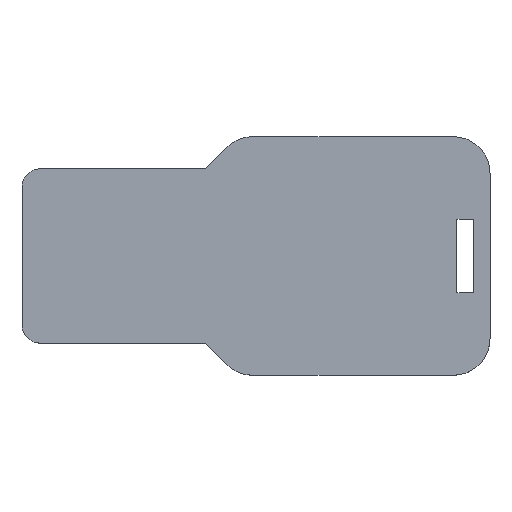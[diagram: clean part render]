
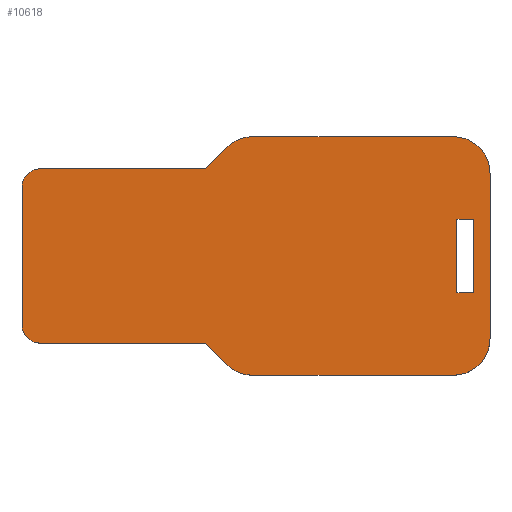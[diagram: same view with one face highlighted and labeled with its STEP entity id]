
A CAD part, top view. The second image highlights one B-rep face of the part: STEP entity #10618.
In plain terms, the highlighted planar face has unit normal (0, 0, 1).
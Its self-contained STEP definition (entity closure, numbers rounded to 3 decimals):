
#97=FACE_BOUND('',#1057,.T.);
#182=CIRCLE('',#11370,2.54);
#184=CIRCLE('',#11374,2.54);
#186=CIRCLE('',#11379,1.27);
#188=CIRCLE('',#11383,1.27);
#190=CIRCLE('',#11388,2.54);
#192=CIRCLE('',#11392,2.54);
#462=FACE_OUTER_BOUND('',#1056,.T.);
#1056=EDGE_LOOP('',(#6850,#6851,#6852,#6853,#6854,#6855,#6856,#6857,#6858,
#6859,#6860,#6861,#6862,#6863));
#1057=EDGE_LOOP('',(#6864,#6865,#6866,#6867));
#1656=LINE('',#15143,#2944);
#1659=LINE('',#15149,#2947);
#1662=LINE('',#15155,#2950);
#1665=LINE('',#15159,#2953);
#1668=LINE('',#15167,#2956);
#1672=LINE('',#15179,#2960);
#1676=LINE('',#15191,#2964);
#1679=LINE('',#15197,#2967);
#1683=LINE('',#15209,#2971);
#1687=LINE('',#15221,#2975);
#1690=LINE('',#15227,#2978);
#1694=LINE('',#15239,#2982);
#2944=VECTOR('',#12323,10.);
#2947=VECTOR('',#12328,10.);
#2950=VECTOR('',#12333,10.);
#2953=VECTOR('',#12338,10.);
#2956=VECTOR('',#12343,10.);
#2960=VECTOR('',#12355,10.);
#2964=VECTOR('',#12367,10.);
#2967=VECTOR('',#12372,10.);
#2971=VECTOR('',#12384,10.);
#2975=VECTOR('',#12396,10.);
#2978=VECTOR('',#12401,10.);
#2982=VECTOR('',#12413,10.);
#4252=VERTEX_POINT('',#15140);
#4253=VERTEX_POINT('',#15142);
#4255=VERTEX_POINT('',#15148);
#4257=VERTEX_POINT('',#15154);
#4260=VERTEX_POINT('',#15164);
#4261=VERTEX_POINT('',#15166);
#4263=VERTEX_POINT('',#15172);
#4265=VERTEX_POINT('',#15178);
#4267=VERTEX_POINT('',#15184);
#4269=VERTEX_POINT('',#15190);
#4271=VERTEX_POINT('',#15196);
#4273=VERTEX_POINT('',#15202);
#4275=VERTEX_POINT('',#15208);
#4277=VERTEX_POINT('',#15214);
#4279=VERTEX_POINT('',#15220);
#4281=VERTEX_POINT('',#15226);
#4283=VERTEX_POINT('',#15232);
#4285=VERTEX_POINT('',#15238);
#5246=EDGE_CURVE('',#4253,#4252,#1656,.T.);
#5249=EDGE_CURVE('',#4255,#4253,#1659,.T.);
#5252=EDGE_CURVE('',#4257,#4255,#1662,.T.);
#5255=EDGE_CURVE('',#4252,#4257,#1665,.T.);
#5258=EDGE_CURVE('',#4261,#4260,#1668,.T.);
#5261=EDGE_CURVE('',#4263,#4261,#182,.T.);
#5264=EDGE_CURVE('',#4265,#4263,#1672,.T.);
#5267=EDGE_CURVE('',#4267,#4265,#184,.T.);
#5270=EDGE_CURVE('',#4269,#4267,#1676,.T.);
#5273=EDGE_CURVE('',#4271,#4269,#1679,.T.);
#5276=EDGE_CURVE('',#4273,#4271,#186,.T.);
#5279=EDGE_CURVE('',#4275,#4273,#1683,.T.);
#5282=EDGE_CURVE('',#4277,#4275,#188,.T.);
#5285=EDGE_CURVE('',#4279,#4277,#1687,.T.);
#5288=EDGE_CURVE('',#4281,#4279,#1690,.T.);
#5291=EDGE_CURVE('',#4283,#4281,#190,.T.);
#5294=EDGE_CURVE('',#4285,#4283,#1694,.T.);
#5297=EDGE_CURVE('',#4260,#4285,#192,.T.);
#6850=ORIENTED_EDGE('',*,*,#5297,.T.);
#6851=ORIENTED_EDGE('',*,*,#5294,.T.);
#6852=ORIENTED_EDGE('',*,*,#5291,.T.);
#6853=ORIENTED_EDGE('',*,*,#5288,.T.);
#6854=ORIENTED_EDGE('',*,*,#5285,.T.);
#6855=ORIENTED_EDGE('',*,*,#5282,.T.);
#6856=ORIENTED_EDGE('',*,*,#5279,.T.);
#6857=ORIENTED_EDGE('',*,*,#5276,.T.);
#6858=ORIENTED_EDGE('',*,*,#5273,.T.);
#6859=ORIENTED_EDGE('',*,*,#5270,.T.);
#6860=ORIENTED_EDGE('',*,*,#5267,.T.);
#6861=ORIENTED_EDGE('',*,*,#5264,.T.);
#6862=ORIENTED_EDGE('',*,*,#5261,.T.);
#6863=ORIENTED_EDGE('',*,*,#5258,.T.);
#6864=ORIENTED_EDGE('',*,*,#5255,.T.);
#6865=ORIENTED_EDGE('',*,*,#5252,.T.);
#6866=ORIENTED_EDGE('',*,*,#5249,.T.);
#6867=ORIENTED_EDGE('',*,*,#5246,.T.);
#9564=PLANE('',#11393);
#10618=ADVANCED_FACE('',(#462,#97),#9564,.T.);
#11370=AXIS2_PLACEMENT_3D('',#15173,#12349,#12350);
#11374=AXIS2_PLACEMENT_3D('',#15185,#12361,#12362);
#11379=AXIS2_PLACEMENT_3D('',#15203,#12378,#12379);
#11383=AXIS2_PLACEMENT_3D('',#15215,#12390,#12391);
#11388=AXIS2_PLACEMENT_3D('',#15233,#12407,#12408);
#11392=AXIS2_PLACEMENT_3D('',#15243,#12419,#12420);
#11393=AXIS2_PLACEMENT_3D('',#15244,#12421,#12422);
#12323=DIRECTION('',(0.,-1.,0.));
#12328=DIRECTION('',(1.,0.,0.));
#12333=DIRECTION('',(0.,1.,0.));
#12338=DIRECTION('',(-1.,0.,0.));
#12343=DIRECTION('',(0.,1.,0.));
#12349=DIRECTION('center_axis',(0.,0.,1.));
#12350=DIRECTION('ref_axis',(0.,-1.,0.));
#12355=DIRECTION('',(1.,0.,0.));
#12361=DIRECTION('center_axis',(0.,0.,1.));
#12362=DIRECTION('ref_axis',(-0.707,-0.707,0.));
#12367=DIRECTION('',(0.707,-0.707,0.));
#12372=DIRECTION('',(1.,0.,0.));
#12378=DIRECTION('center_axis',(0.,0.,1.));
#12379=DIRECTION('ref_axis',(-1.,0.,0.));
#12384=DIRECTION('',(0.,-1.,0.));
#12390=DIRECTION('center_axis',(0.,0.,1.));
#12391=DIRECTION('ref_axis',(0.,1.,0.));
#12396=DIRECTION('',(-1.,0.,0.));
#12401=DIRECTION('',(-0.707,-0.707,0.));
#12407=DIRECTION('center_axis',(0.,0.,1.));
#12408=DIRECTION('ref_axis',(0.,1.,0.));
#12413=DIRECTION('',(-1.,0.,0.));
#12419=DIRECTION('center_axis',(0.,0.,1.));
#12420=DIRECTION('ref_axis',(1.,0.,0.));
#12421=DIRECTION('center_axis',(0.,0.,1.));
#12422=DIRECTION('ref_axis',(1.,0.,0.));
#15140=CARTESIAN_POINT('',(31.242,-2.54,2.));
#15142=CARTESIAN_POINT('',(31.242,2.54,2.));
#15143=CARTESIAN_POINT('',(31.242,2.54,2.));
#15148=CARTESIAN_POINT('',(30.099,2.54,2.));
#15149=CARTESIAN_POINT('',(30.099,2.54,2.));
#15154=CARTESIAN_POINT('',(30.099,-2.54,2.));
#15155=CARTESIAN_POINT('',(30.099,-2.54,2.));
#15159=CARTESIAN_POINT('',(31.242,-2.54,2.));
#15164=CARTESIAN_POINT('',(32.385,5.715,2.));
#15166=CARTESIAN_POINT('',(32.385,-5.715,2.));
#15167=CARTESIAN_POINT('',(32.385,5.715,2.));
#15172=CARTESIAN_POINT('',(29.845,-8.255,2.));
#15173=CARTESIAN_POINT('Origin',(29.845,-5.715,2.));
#15178=CARTESIAN_POINT('',(15.975,-8.255,2.));
#15179=CARTESIAN_POINT('',(29.845,-8.255,2.));
#15184=CARTESIAN_POINT('',(14.179,-7.511,2.));
#15185=CARTESIAN_POINT('Origin',(15.975,-5.715,2.));
#15190=CARTESIAN_POINT('',(12.7,-6.032,2.));
#15191=CARTESIAN_POINT('',(14.179,-7.511,2.));
#15196=CARTESIAN_POINT('',(1.27,-6.032,2.));
#15197=CARTESIAN_POINT('',(12.7,-6.032,2.));
#15202=CARTESIAN_POINT('',(0.,-4.762,2.));
#15203=CARTESIAN_POINT('Origin',(1.27,-4.762,2.));
#15208=CARTESIAN_POINT('',(0.,4.762,2.));
#15209=CARTESIAN_POINT('',(0.,-4.762,2.));
#15214=CARTESIAN_POINT('',(1.27,6.032,2.));
#15215=CARTESIAN_POINT('Origin',(1.27,4.762,2.));
#15220=CARTESIAN_POINT('',(12.7,6.032,2.));
#15221=CARTESIAN_POINT('',(1.27,6.032,2.));
#15226=CARTESIAN_POINT('',(14.179,7.511,2.));
#15227=CARTESIAN_POINT('',(12.7,6.032,2.));
#15232=CARTESIAN_POINT('',(15.975,8.255,2.));
#15233=CARTESIAN_POINT('Origin',(15.975,5.715,2.));
#15238=CARTESIAN_POINT('',(29.845,8.255,2.));
#15239=CARTESIAN_POINT('',(15.975,8.255,2.));
#15243=CARTESIAN_POINT('Origin',(29.845,5.715,2.));
#15244=CARTESIAN_POINT('Origin',(16.193,0.,2.));
